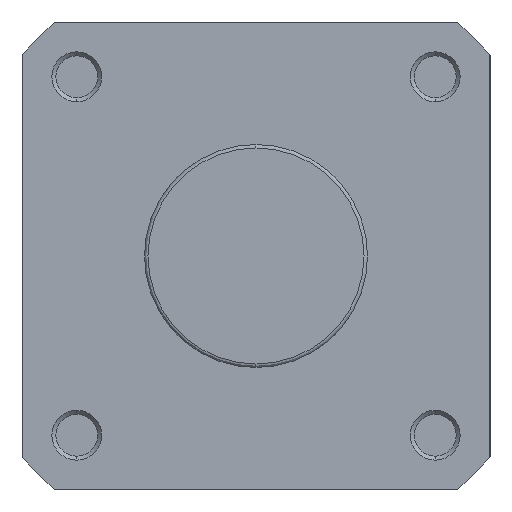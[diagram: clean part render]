
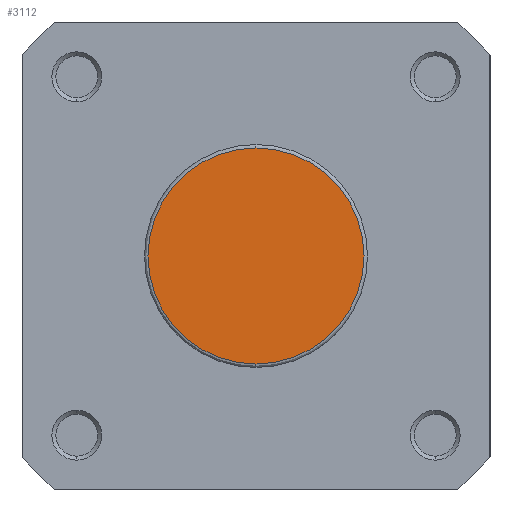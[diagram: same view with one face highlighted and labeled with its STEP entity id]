
A CAD part, left-side view. The second image highlights one B-rep face of the part: STEP entity #3112.
In plain terms, the highlighted planar face has unit normal (-1, 0, 0).
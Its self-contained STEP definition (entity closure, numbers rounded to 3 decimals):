
#133 = FACE_OUTER_BOUND ( 'NONE', #372, .T. ) ;
#372 = EDGE_LOOP ( 'NONE', ( #1111, #1110 ) ) ;
#1110 = ORIENTED_EDGE ( 'NONE', *, *, #3370, .T. ) ;
#1111 = ORIENTED_EDGE ( 'NONE', *, *, #3299, .T. ) ;
#1384 = VERTEX_POINT ( 'NONE', #1643 ) ;
#1388 = VERTEX_POINT ( 'NONE', #1647 ) ;
#1643 = CARTESIAN_POINT ( 'NONE',  ( 0., 0., 21.7 ) ) ;
#1647 = CARTESIAN_POINT ( 'NONE',  ( 0., 0., -21.7 ) ) ;
#2023 = CARTESIAN_POINT ( 'NONE',  ( 0., 22.4, 0. ) ) ;
#2031 = PLANE ( 'NONE',  #2678 ) ;
#2033 = DIRECTION ( 'NONE',  ( 1., 0., 0. ) ) ;
#2034 = DIRECTION ( 'NONE',  ( 0., 0., -1. ) ) ;
#2678 = AXIS2_PLACEMENT_3D ( 'NONE', #2023, #2033, #2034 ) ;
#2895 = AXIS2_PLACEMENT_3D ( 'NONE', #4587, #4593, #4594 ) ;
#2930 = AXIS2_PLACEMENT_3D ( 'NONE', #4768, #4770, #4771 ) ;
#3112 = ADVANCED_FACE ( 'NONE', ( #133 ), #2031, .F. ) ;
#3299 = EDGE_CURVE ( 'NONE', #1388, #1384, #3800, .T. ) ;
#3370 = EDGE_CURVE ( 'NONE', #1384, #1388, #3906, .T. ) ;
#3800 = CIRCLE ( 'NONE', #2895, 21.7 ) ;
#3906 = CIRCLE ( 'NONE', #2930, 21.7 ) ;
#4587 = CARTESIAN_POINT ( 'NONE',  ( 0., 0., 0. ) ) ;
#4593 = DIRECTION ( 'NONE',  ( -1., 0., 0. ) ) ;
#4594 = DIRECTION ( 'NONE',  ( 0., 0., -1. ) ) ;
#4768 = CARTESIAN_POINT ( 'NONE',  ( 0., 0., 0. ) ) ;
#4770 = DIRECTION ( 'NONE',  ( -1., 0., 0. ) ) ;
#4771 = DIRECTION ( 'NONE',  ( 0., 0., -1. ) ) ;
